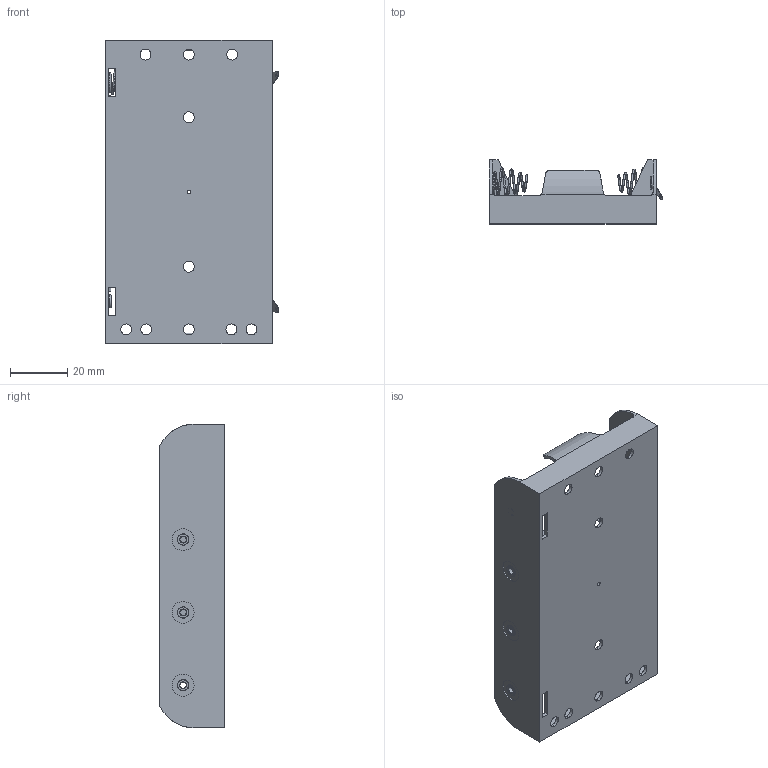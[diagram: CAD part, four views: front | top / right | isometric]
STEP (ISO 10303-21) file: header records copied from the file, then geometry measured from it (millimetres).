
FILE_DESCRIPTION (( 'STEP AP214' ), '1' );
FILE_NAME ('BH4CL.STEP', '2020-01-05T02:58:47', ( '' ), ( '' ), 'SwSTEP 2.0', 'SolidWorks 2017', '' );
FILE_SCHEMA (( 'AUTOMOTIVE_DESIGN' ));
Length unit declared in the file: inch
Products named in the file (1): BH4CL
Bounding box: 60.4 x 22.48 x 105.99 mm (x, y, z)
Volume: 15200.4 mm3; surface area: 29208 mm2
Topology: 12 solids, 12 shells, 373 faces, 932 edges, 596 vertices
Faces by surface type: cylinder 166, plane 131, torus 68, bspline 8
Entity records: 19367 total; most frequent: CARTESIAN_POINT 9994, DIRECTION 2012, ORIENTED_EDGE 1864, EDGE_CURVE 932, AXIS2_PLACEMENT_3D 798, VERTEX_POINT 596, EDGE_LOOP 448, CIRCLE 432
